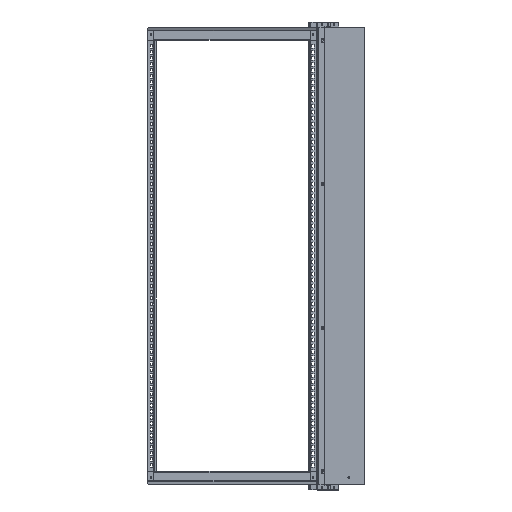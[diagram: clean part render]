
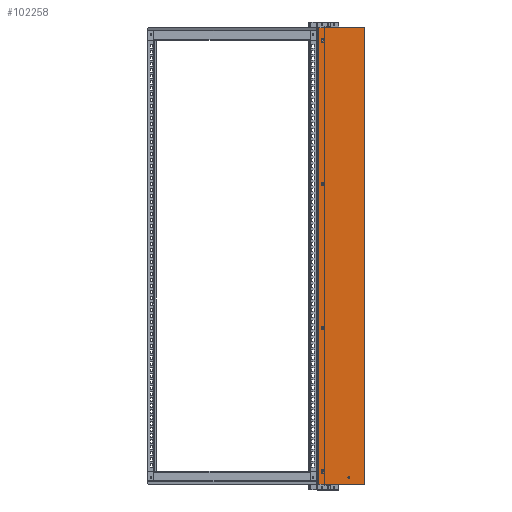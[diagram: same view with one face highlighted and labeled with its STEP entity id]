
A CAD part, top view. The second image highlights one B-rep face of the part: STEP entity #102258.
In plain terms, the highlighted free-form (B-spline) face has degree [1, 1] with [2, 2] control points.
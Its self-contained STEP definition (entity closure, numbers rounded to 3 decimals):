
#101246=CARTESIAN_POINT('V40',(-57.684,
   39.294,1854.0));
#101247=VERTEX_POINT('V40',#101246);
#101253=CARTESIAN_POINT('E44',(-57.684,
   39.294,1854.0));
#101254=CARTESIAN_POINT('E44',(-57.684,
   39.294,1860.062));
#101255=CARTESIAN_POINT('E44',(-52.434,
   39.294,1857.031));
#101256=CARTESIAN_POINT('E44',(-47.184,
   39.294,1854.0));
#101257=CARTESIAN_POINT('E44',(-52.434,
   39.294,1850.969));
#101258=CARTESIAN_POINT('E44',(-57.684,
   39.294,1847.938));
#101259=CARTESIAN_POINT('E44',(-57.684,
   39.294,1854.0));
#101267=(BOUNDED_CURVE()B_SPLINE_CURVE(2,(#101253,#101254,#101255,
   #101256,#101257,#101258,#101259),.CIRCULAR_ARC.,.T.,.U.)
   B_SPLINE_CURVE_WITH_KNOTS((3,2,2,3),(0.0,0.333,
   0.667,1.0),.UNSPECIFIED.)CURVE()
   GEOMETRIC_REPRESENTATION_ITEM()RATIONAL_B_SPLINE_CURVE((1.0,
   0.5,1.0,0.5,1.0,0.5,1.0)
   )REPRESENTATION_ITEM('E44'));
#101268=EDGE_CURVE('E44',#101247,#101247,#101267,.T.);
#101315=CARTESIAN_POINT('V39',(-57.684,
   39.294,54.));
#101316=VERTEX_POINT('V39',#101315);
#101322=CARTESIAN_POINT('E43',(-57.684,
   39.294,54.));
#101323=CARTESIAN_POINT('E43',(-57.684,
   39.294,60.062));
#101324=CARTESIAN_POINT('E43',(-52.434,
   39.294,57.031));
#101325=CARTESIAN_POINT('E43',(-47.184,
   39.294,54.));
#101326=CARTESIAN_POINT('E43',(-52.434,
   39.294,50.969));
#101327=CARTESIAN_POINT('E43',(-57.684,
   39.294,47.938));
#101328=CARTESIAN_POINT('E43',(-57.684,
   39.294,54.));
#101336=(BOUNDED_CURVE()B_SPLINE_CURVE(2,(#101322,#101323,#101324,
   #101325,#101326,#101327,#101328),.CIRCULAR_ARC.,.T.,.U.)
   B_SPLINE_CURVE_WITH_KNOTS((3,2,2,3),(0.0,0.333,
   0.667,1.0),.UNSPECIFIED.)CURVE()
   GEOMETRIC_REPRESENTATION_ITEM()RATIONAL_B_SPLINE_CURVE((1.0,
   0.5,1.0,0.5,1.0,0.5,1.0)
   )REPRESENTATION_ITEM('E43'));
#101337=EDGE_CURVE('E43',#101316,#101316,#101336,.T.);
#101384=CARTESIAN_POINT('V38',(-57.684,
   39.294,654.));
#101385=VERTEX_POINT('V38',#101384);
#101391=CARTESIAN_POINT('E42',(-57.684,
   39.294,654.));
#101392=CARTESIAN_POINT('E42',(-57.684,
   39.294,660.062));
#101393=CARTESIAN_POINT('E42',(-52.434,
   39.294,657.031));
#101394=CARTESIAN_POINT('E42',(-47.184,
   39.294,654.));
#101395=CARTESIAN_POINT('E42',(-52.434,
   39.294,650.969));
#101396=CARTESIAN_POINT('E42',(-57.684,
   39.294,647.938));
#101397=CARTESIAN_POINT('E42',(-57.684,
   39.294,654.));
#101405=(BOUNDED_CURVE()B_SPLINE_CURVE(2,(#101391,#101392,#101393,
   #101394,#101395,#101396,#101397),.CIRCULAR_ARC.,.T.,.U.)
   B_SPLINE_CURVE_WITH_KNOTS((3,2,2,3),(0.0,0.333,
   0.667,1.0),.UNSPECIFIED.)CURVE()
   GEOMETRIC_REPRESENTATION_ITEM()RATIONAL_B_SPLINE_CURVE((1.0,
   0.5,1.0,0.5,1.0,0.5,1.0)
   )REPRESENTATION_ITEM('E42'));
#101406=EDGE_CURVE('E42',#101385,#101385,#101405,.T.);
#101453=CARTESIAN_POINT('V37',(-57.684,
   39.294,1254.0));
#101454=VERTEX_POINT('V37',#101453);
#101460=CARTESIAN_POINT('E41',(-57.684,
   39.294,1254.0));
#101461=CARTESIAN_POINT('E41',(-57.684,
   39.294,1260.062));
#101462=CARTESIAN_POINT('E41',(-52.434,
   39.294,1257.031));
#101463=CARTESIAN_POINT('E41',(-47.184,
   39.294,1254.0));
#101464=CARTESIAN_POINT('E41',(-52.434,
   39.294,1250.969));
#101465=CARTESIAN_POINT('E41',(-57.684,
   39.294,1247.938));
#101466=CARTESIAN_POINT('E41',(-57.684,
   39.294,1254.0));
#101474=(BOUNDED_CURVE()B_SPLINE_CURVE(2,(#101460,#101461,#101462,
   #101463,#101464,#101465,#101466),.CIRCULAR_ARC.,.T.,.U.)
   B_SPLINE_CURVE_WITH_KNOTS((3,2,2,3),(0.0,0.333,
   0.667,1.0),.UNSPECIFIED.)CURVE()
   GEOMETRIC_REPRESENTATION_ITEM()RATIONAL_B_SPLINE_CURVE((1.0,
   0.5,1.0,0.5,1.0,0.5,1.0)
   )REPRESENTATION_ITEM('E41'));
#101475=EDGE_CURVE('E41',#101454,#101454,#101474,.T.);
#101505=CARTESIAN_POINT('V32',(123.816,
   39.294,1908.0));
#101506=VERTEX_POINT('V32',#101505);
#101512=CARTESIAN_POINT('V31',(123.816,
   39.294,1904.0));
#101513=VERTEX_POINT('V31',#101512);
#101514=CARTESIAN_POINT('E35',(123.816,
   39.294,1904.0));
#101515=CARTESIAN_POINT('E35',(123.816,
   39.294,1908.0));
#101516=QUASI_UNIFORM_CURVE('E35',1,(#101514,#101515),
   .POLYLINE_FORM.,.F.,.U.);
#101517=EDGE_CURVE('E35',#101513,#101506,#101516,.T.);
#101541=CARTESIAN_POINT('V33',(-68.184,
   39.294,1908.0));
#101542=VERTEX_POINT('V33',#101541);
#101548=CARTESIAN_POINT('E36',(123.816,
   39.294,1908.0));
#101549=CARTESIAN_POINT('E36',(-68.184,
   39.294,1908.0));
#101550=QUASI_UNIFORM_CURVE('E36',1,(#101548,#101549),
   .POLYLINE_FORM.,.F.,.U.);
#101551=EDGE_CURVE('E36',#101506,#101542,#101550,.T.);
#101569=CARTESIAN_POINT('V34',(-68.184,
   39.294,0.0));
#101570=VERTEX_POINT('V34',#101569);
#101576=CARTESIAN_POINT('E37',(-68.184,
   39.294,1908.0));
#101577=CARTESIAN_POINT('E37',(-68.184,
   39.294,0.0));
#101578=QUASI_UNIFORM_CURVE('E37',1,(#101576,#101577),
   .POLYLINE_FORM.,.F.,.U.);
#101579=EDGE_CURVE('E37',#101542,#101570,#101578,.T.);
#101597=CARTESIAN_POINT('V35',(123.816,
   39.294,0.0));
#101598=VERTEX_POINT('V35',#101597);
#101604=CARTESIAN_POINT('E38',(-68.184,
   39.294,0.0));
#101605=CARTESIAN_POINT('E38',(123.816,
   39.294,0.0));
#101606=QUASI_UNIFORM_CURVE('E38',1,(#101604,#101605),
   .POLYLINE_FORM.,.F.,.U.);
#101607=EDGE_CURVE('E38',#101570,#101598,#101606,.T.);
#101623=CARTESIAN_POINT('V36',(123.816,
   39.294,4.));
#101624=VERTEX_POINT('V36',#101623);
#101632=CARTESIAN_POINT('E39',(123.816,
   39.294,0.0));
#101633=CARTESIAN_POINT('E39',(123.816,
   39.294,4.));
#101634=QUASI_UNIFORM_CURVE('E39',1,(#101632,#101633),
   .POLYLINE_FORM.,.F.,.U.);
#101635=EDGE_CURVE('E39',#101598,#101624,#101634,.T.);
#101653=CARTESIAN_POINT('V43',(123.314,
   39.294,4.));
#101654=VERTEX_POINT('V43',#101653);
#101668=CARTESIAN_POINT('E40',(123.816,
   39.294,4.));
#101669=CARTESIAN_POINT('E40',(123.314,
   39.294,4.));
#101670=B_SPLINE_CURVE_WITH_KNOTS('E40',1,(#101668,#101669),
   .POLYLINE_FORM.,.F.,.U.,(2,2),(0.0,0.179),
   .UNSPECIFIED.);
#101671=EDGE_CURVE('E40',#101624,#101654,#101670,.T.);
#101725=CARTESIAN_POINT('V42',(123.314,
   39.294,1904.0));
#101726=VERTEX_POINT('V42',#101725);
#101727=CARTESIAN_POINT('E62',(123.314,
   39.294,1904.0));
#101728=CARTESIAN_POINT('E62',(123.816,
   39.294,1904.0));
#101729=B_SPLINE_CURVE_WITH_KNOTS('E62',1,(#101727,#101728),
   .POLYLINE_FORM.,.F.,.U.,(2,2),(0.821,1.0),
   .UNSPECIFIED.);
#101730=EDGE_CURVE('E62',#101726,#101513,#101729,.T.);
#102163=CARTESIAN_POINT('V23',(121.016,
   39.294,4.));
#102164=VERTEX_POINT('V23',#102163);
#102178=CARTESIAN_POINT('E65',(123.314,
   39.294,4.));
#102179=CARTESIAN_POINT('E65',(121.016,
   39.294,4.));
#102180=B_SPLINE_CURVE_WITH_KNOTS('E65',1,(#102178,#102179),
   .POLYLINE_FORM.,.F.,.U.,(2,2),(0.179,1.0),
   .UNSPECIFIED.);
#102181=EDGE_CURVE('E65',#101654,#102164,#102180,.T.);
#102200=CARTESIAN_POINT('V22',(121.016,
   39.294,1904.0));
#102201=VERTEX_POINT('V22',#102200);
#102215=CARTESIAN_POINT('E24',(121.016,
   39.294,1904.0));
#102216=CARTESIAN_POINT('E24',(121.016,
   39.294,4.0));
#102217=QUASI_UNIFORM_CURVE('E24',1,(#102215,#102216),
   .POLYLINE_FORM.,.F.,.U.);
#102218=EDGE_CURVE('E24',#102201,#102164,#102217,.T.);
#102225=CARTESIAN_POINT('F8',(123.816,39.294,
   1908.0));
#102226=CARTESIAN_POINT('F8',(-68.184,39.294,
   1908.0));
#102227=CARTESIAN_POINT('F8',(123.816,39.294,
   0.0));
#102228=CARTESIAN_POINT('F8',(-68.184,39.294,
   0.0));
#102229=B_SPLINE_SURFACE_WITH_KNOTS('F8',1,1,((#102225,#102227),(
   #102226,#102228)),.PLANE_SURF.,.F.,.F.,.U.,(2,2),(2,2),(
   0.,1.),(0.,
   9.935),.UNSPECIFIED.);
#102230=ORIENTED_EDGE('E24',*,*,#102218,.F.);
#102231=CARTESIAN_POINT('E34',(121.016,
   39.294,1904.0));
#102232=CARTESIAN_POINT('E34',(123.314,
   39.294,1904.0));
#102233=B_SPLINE_CURVE_WITH_KNOTS('E34',1,(#102231,#102232),
   .POLYLINE_FORM.,.F.,.U.,(2,2),(0.0,0.821),
   .UNSPECIFIED.);
#102234=EDGE_CURVE('E34',#102201,#101726,#102233,.T.);
#102235=ORIENTED_EDGE('E34',*,*,#102234,.T.);
#102236=ORIENTED_EDGE('E62',*,*,#101730,.T.);
#102237=ORIENTED_EDGE('E35',*,*,#101517,.T.);
#102238=ORIENTED_EDGE('E36',*,*,#101551,.T.);
#102239=ORIENTED_EDGE('E37',*,*,#101579,.T.);
#102240=ORIENTED_EDGE('E38',*,*,#101607,.T.);
#102241=ORIENTED_EDGE('E39',*,*,#101635,.T.);
#102242=ORIENTED_EDGE('E40',*,*,#101671,.T.);
#102243=ORIENTED_EDGE('F19',*,*,#102181,.T.);
#102244=EDGE_LOOP('F8',(#102230,#102235,#102236,#102237,#102238,
   #102239,#102240,#102241,#102242,#102243));
#102245=FACE_OUTER_BOUND('F8',#102244,.T.);
#102246=ORIENTED_EDGE('E41',*,*,#101475,.T.);
#102247=EDGE_LOOP('F8',(#102246));
#102248=FACE_BOUND('F8',#102247,.T.);
#102249=ORIENTED_EDGE('E42',*,*,#101406,.T.);
#102250=EDGE_LOOP('F8',(#102249));
#102251=FACE_BOUND('F8',#102250,.T.);
#102252=ORIENTED_EDGE('E43',*,*,#101337,.T.);
#102253=EDGE_LOOP('F8',(#102252));
#102254=FACE_BOUND('F8',#102253,.T.);
#102255=ORIENTED_EDGE('E44',*,*,#101268,.T.);
#102256=EDGE_LOOP('F8',(#102255));
#102257=FACE_BOUND('F8',#102256,.T.);
#102258=ADVANCED_FACE('F8',(#102245,#102248,#102251,#102254,#102257),
   #102229,.T.);
